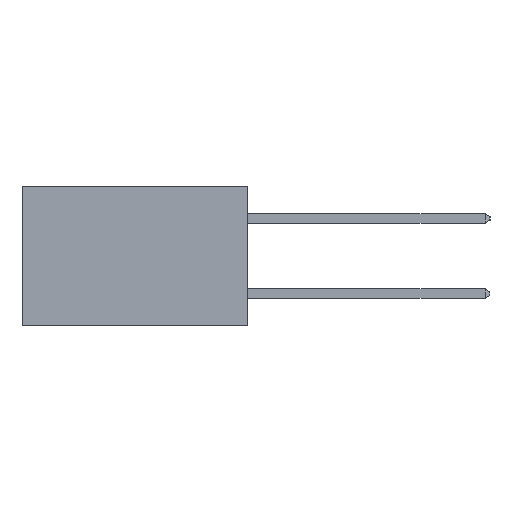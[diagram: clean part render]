
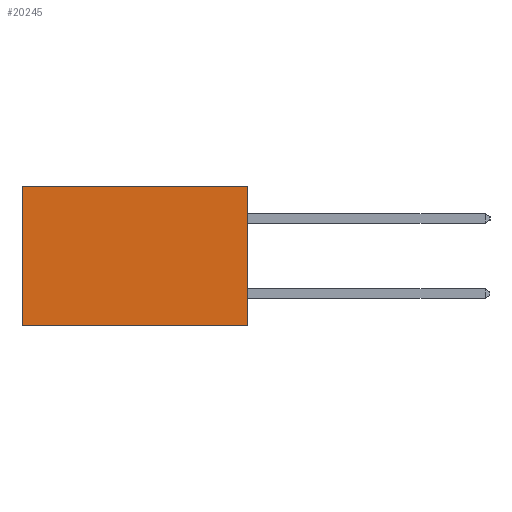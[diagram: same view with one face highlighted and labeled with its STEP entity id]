
A CAD part, left-side view. The second image highlights one B-rep face of the part: STEP entity #20245.
In plain terms, the highlighted planar face has unit normal (-1, 0, 0).
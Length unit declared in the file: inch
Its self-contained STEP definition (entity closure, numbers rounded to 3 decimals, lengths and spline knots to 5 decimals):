
#158 = LINE ( 'NONE', #4503, #5241 ) ;
#615 = CARTESIAN_POINT ( 'NONE',  ( 0.298, 0., 0. ) ) ;
#637 = CARTESIAN_POINT ( 'NONE',  ( 0.298, 0., -0.37 ) ) ;
#975 = EDGE_CURVE ( 'NONE', #8449, #3604, #158, .T. ) ;
#1600 = DIRECTION ( 'NONE',  ( 0., 1., 0. ) ) ;
#3122 = AXIS2_PLACEMENT_3D ( 'NONE', #13562, #3422, #15287 ) ;
#3422 = DIRECTION ( 'NONE',  ( 1., 0., 0. ) ) ;
#3534 = VERTEX_POINT ( 'NONE', #10961 ) ;
#3604 = VERTEX_POINT ( 'NONE', #6043 ) ;
#4503 = CARTESIAN_POINT ( 'NONE',  ( 0.298, 0., -0.37 ) ) ;
#4809 = CARTESIAN_POINT ( 'NONE',  ( 0.298, 0.6, 0. ) ) ;
#5064 = EDGE_CURVE ( 'NONE', #5532, #3534, #21080, .T. ) ;
#5241 = VECTOR ( 'NONE', #13009, 39.37008 ) ;
#5532 = VERTEX_POINT ( 'NONE', #9488 ) ;
#6043 = CARTESIAN_POINT ( 'NONE',  ( 0.298, 0.6, -0.37 ) ) ;
#7603 = VECTOR ( 'NONE', #10823, 39.37008 ) ;
#8298 = LINE ( 'NONE', #4809, #17301 ) ;
#8449 = VERTEX_POINT ( 'NONE', #637 ) ;
#8620 = VECTOR ( 'NONE', #1600, 39.37008 ) ;
#9488 = CARTESIAN_POINT ( 'NONE',  ( 0.298, 0., 0. ) ) ;
#9711 = ORIENTED_EDGE ( 'NONE', *, *, #5064, .T. ) ;
#10160 = ORIENTED_EDGE ( 'NONE', *, *, #975, .F. ) ;
#10656 = EDGE_LOOP ( 'NONE', ( #17820, #10160, #16238, #9711 ) ) ;
#10823 = DIRECTION ( 'NONE',  ( 0., 0., -1. ) ) ;
#10961 = CARTESIAN_POINT ( 'NONE',  ( 0.298, 0.6, 0. ) ) ;
#11168 = FACE_OUTER_BOUND ( 'NONE', #10656, .T. ) ;
#11802 = CARTESIAN_POINT ( 'NONE',  ( 0.298, 0., 0. ) ) ;
#13009 = DIRECTION ( 'NONE',  ( 0., 1., 0. ) ) ;
#13562 = CARTESIAN_POINT ( 'NONE',  ( 0.298, 0., 0. ) ) ;
#15206 = PLANE ( 'NONE',  #3122 ) ;
#15287 = DIRECTION ( 'NONE',  ( 0., 0., -1. ) ) ;
#16059 = EDGE_CURVE ( 'NONE', #5532, #8449, #17144, .T. ) ;
#16238 = ORIENTED_EDGE ( 'NONE', *, *, #16059, .F. ) ;
#16658 = DIRECTION ( 'NONE',  ( 0., 0., -1. ) ) ;
#17144 = LINE ( 'NONE', #615, #7603 ) ;
#17301 = VECTOR ( 'NONE', #16658, 39.37008 ) ;
#17712 = EDGE_CURVE ( 'NONE', #3534, #3604, #8298, .T. ) ;
#17820 = ORIENTED_EDGE ( 'NONE', *, *, #17712, .T. ) ;
#20245 = ADVANCED_FACE ( 'NONE', ( #11168 ), #15206, .F. ) ;
#21080 = LINE ( 'NONE', #11802, #8620 ) ;
